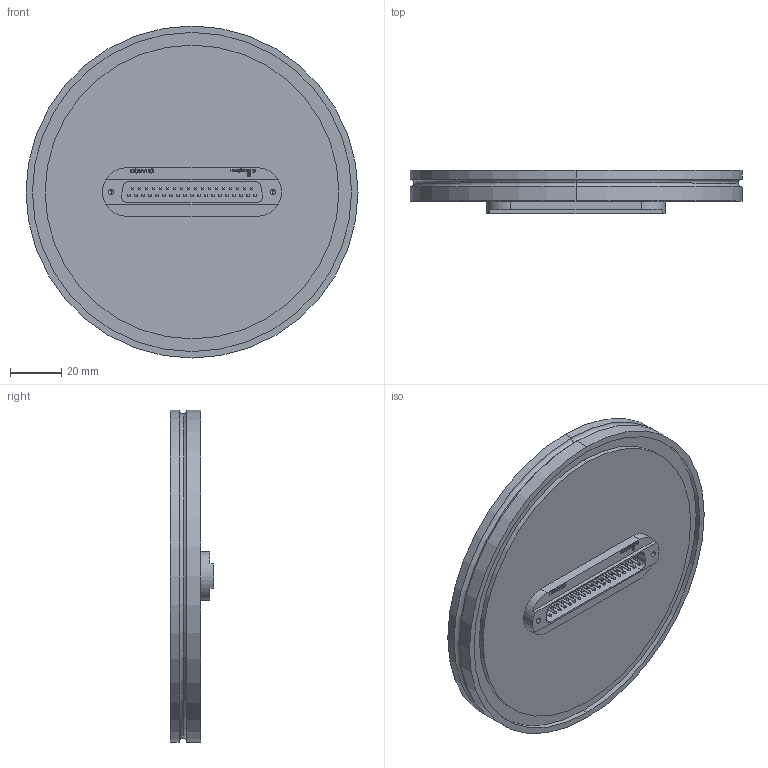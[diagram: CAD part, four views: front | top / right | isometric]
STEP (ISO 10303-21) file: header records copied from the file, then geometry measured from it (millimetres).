
FILE_DESCRIPTION (( 'STEP AP214' ), '1' );
FILE_NAME ('210-D37-ISO100.step', '2025-02-17T20:27:42', ( '' ), ( '' ), 'SwSTEP 2.0', 'SolidWorks 2022', '' );
FILE_SCHEMA (( 'AUTOMOTIVE_DESIGN' ));
Length unit declared in the file: millimetre
Products named in the file (5): 9210-D37-ISO100_441-ISO100-B; 9210-PIN-FENI_Pin vergoldet; 9218-D9-37-SS-V22_37pin 1mm beschr. allectra; 210-D37-ISO100; 218-D9-37-SS_218-D37-SS
Assembly tree (40 placements, depth 3):
  210-D37-ISO100
    9210-D37-ISO100_441-ISO100-B
    218-D9-37-SS_218-D37-SS
      9218-D9-37-SS-V22_37pin 1mm beschr. allectra
      9210-PIN-FENI_Pin vergoldet  x37
Bounding box: 130 x 17 x 130 mm (x, y, z)
Volume: 146562.9 mm3; surface area: 44846 mm2
Topology: 39 solids, 39 shells, 493 faces, 1371 edges, 904 vertices
Faces by surface type: cylinder 228, plane 150, sphere 74, bspline 27, cone 8, torus 6
Entity records: 13181 total; most frequent: CARTESIAN_POINT 3701, DIRECTION 1927, ORIENTED_EDGE 1850, EDGE_CURVE 925, AXIS2_PLACEMENT_3D 690, VERTEX_POINT 612, LINE 547, VECTOR 547
